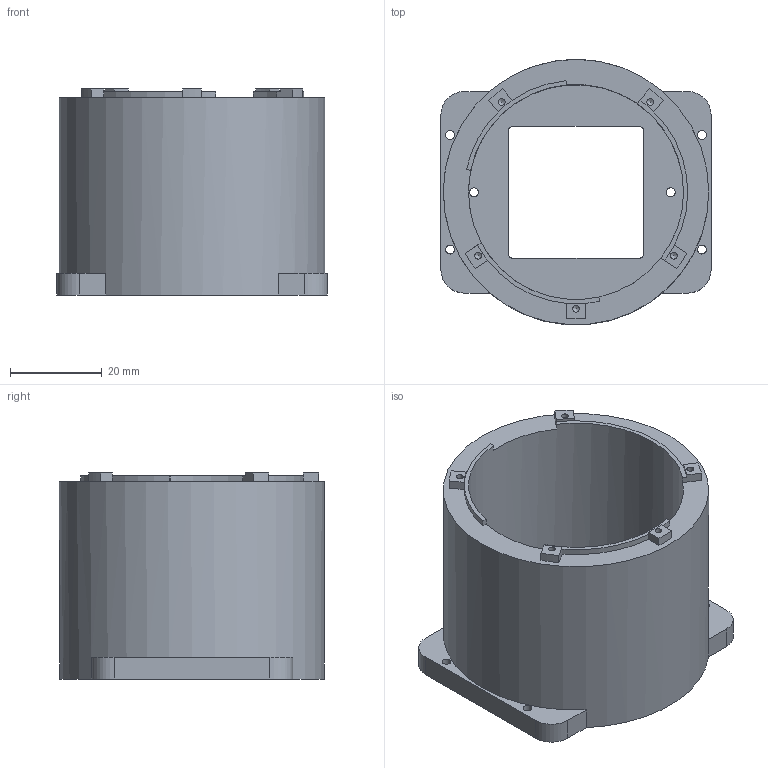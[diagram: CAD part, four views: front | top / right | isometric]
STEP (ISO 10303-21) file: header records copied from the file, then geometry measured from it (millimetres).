
FILE_DESCRIPTION((''),'2;1');
FILE_NAME('F-mount to CMV12k-V04.stp','2013-11-12T13:53:04',('spichelh'),(''),'Autodesk Inventor 2013','Autodesk Inventor 2013','');
FILE_SCHEMA(('AUTOMOTIVE_DESIGN { 1 0 10303 214 1 1 1 1 }'));
Length unit declared in the file: millimetre
Products named in the file (1): F-mount to CMV12k-V04
Bounding box: 59 x 57.95 x 45.02 mm (x, y, z)
Volume: 43487.1 mm3; surface area: 19102.9 mm2
Topology: 1 solids, 1 shells, 110 faces, 306 edges, 200 vertices
Faces by surface type: plane 53, cylinder 52, cone 5
Full cylindrical faces by diameter (mm): 1.5 x5, 1.95 x6, 47 x1, 58 x1
Entity records: 3447 total; most frequent: DIRECTION 615, CARTESIAN_POINT 585, ORIENTED_EDGE 562, EDGE_CURVE 281, AXIS2_PLACEMENT_3D 223, VERTEX_POINT 193, VECTOR 169, LINE 169
